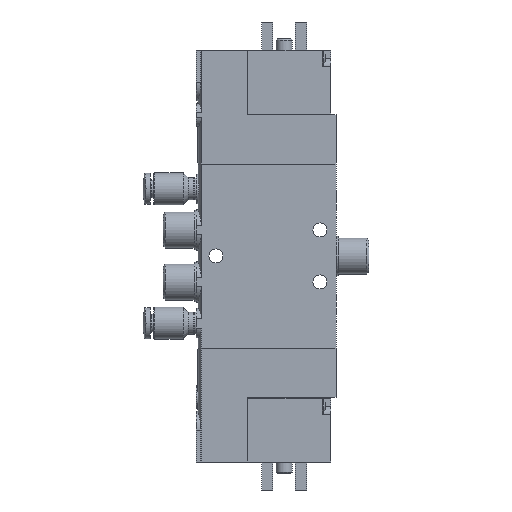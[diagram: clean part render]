
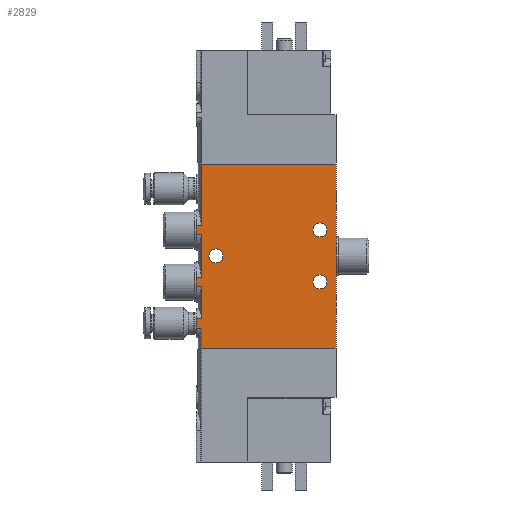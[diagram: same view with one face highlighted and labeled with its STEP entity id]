
A CAD part, left-side view. The second image highlights one B-rep face of the part: STEP entity #2829.
In plain terms, the highlighted face is planar.
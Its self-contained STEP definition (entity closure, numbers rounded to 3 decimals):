
#120=PLANE('',#3328);
#269=CIRCLE('',#3316,1.75);
#271=CIRCLE('',#3319,1.75);
#276=CIRCLE('',#3329,1.75);
#481=ORIENTED_EDGE('',*,*,#1180,.T.);
#482=ORIENTED_EDGE('',*,*,#1217,.T.);
#483=ORIENTED_EDGE('',*,*,#1209,.F.);
#484=ORIENTED_EDGE('',*,*,#1169,.T.);
#485=ORIENTED_EDGE('',*,*,#1182,.T.);
#486=ORIENTED_EDGE('',*,*,#1171,.T.);
#487=ORIENTED_EDGE('',*,*,#1212,.F.);
#488=ORIENTED_EDGE('',*,*,#1161,.T.);
#489=ORIENTED_EDGE('',*,*,#1185,.T.);
#490=ORIENTED_EDGE('',*,*,#1163,.T.);
#491=ORIENTED_EDGE('',*,*,#1204,.F.);
#492=ORIENTED_EDGE('',*,*,#1194,.T.);
#493=ORIENTED_EDGE('',*,*,#1198,.T.);
#494=ORIENTED_EDGE('',*,*,#1196,.T.);
#495=ORIENTED_EDGE('',*,*,#1207,.F.);
#496=ORIENTED_EDGE('',*,*,#1218,.F.);
#497=ORIENTED_EDGE('',*,*,#1202,.F.);
#498=ORIENTED_EDGE('',*,*,#1200,.F.);
#499=ORIENTED_EDGE('',*,*,#1219,.F.);
#1161=EDGE_CURVE('',#1544,#1543,#1818,.F.);
#1163=EDGE_CURVE('',#1545,#1546,#1819,.T.);
#1169=EDGE_CURVE('',#1552,#1551,#1822,.F.);
#1171=EDGE_CURVE('',#1553,#1554,#1823,.T.);
#1180=EDGE_CURVE('',#1563,#1562,#1827,.T.);
#1182=EDGE_CURVE('',#1551,#1553,#1829,.T.);
#1185=EDGE_CURVE('',#1543,#1545,#1831,.T.);
#1194=EDGE_CURVE('',#1571,#1572,#1836,.F.);
#1196=EDGE_CURVE('',#1574,#1573,#1837,.T.);
#1198=EDGE_CURVE('',#1572,#1574,#1838,.T.);
#1200=EDGE_CURVE('',#1576,#1576,#269,.F.);
#1202=EDGE_CURVE('',#1578,#1578,#271,.F.);
#1204=EDGE_CURVE('',#1571,#1546,#1839,.T.);
#1207=EDGE_CURVE('',#1581,#1573,#1841,.T.);
#1209=EDGE_CURVE('',#1552,#1582,#1843,.T.);
#1212=EDGE_CURVE('',#1544,#1554,#1845,.T.);
#1217=EDGE_CURVE('',#1562,#1582,#1849,.T.);
#1218=EDGE_CURVE('',#1563,#1581,#1850,.T.);
#1219=EDGE_CURVE('',#1585,#1585,#276,.F.);
#1543=VERTEX_POINT('',#4508);
#1544=VERTEX_POINT('',#4510);
#1545=VERTEX_POINT('',#4520);
#1546=VERTEX_POINT('',#4521);
#1551=VERTEX_POINT('',#4538);
#1552=VERTEX_POINT('',#4540);
#1553=VERTEX_POINT('',#4550);
#1554=VERTEX_POINT('',#4551);
#1562=VERTEX_POINT('',#4574);
#1563=VERTEX_POINT('',#4576);
#1571=VERTEX_POINT('',#4613);
#1572=VERTEX_POINT('',#4614);
#1573=VERTEX_POINT('',#4626);
#1574=VERTEX_POINT('',#4628);
#1576=VERTEX_POINT('',#4636);
#1578=VERTEX_POINT('',#4641);
#1581=VERTEX_POINT('',#4649);
#1582=VERTEX_POINT('',#4654);
#1585=VERTEX_POINT('',#4670);
#1818=LINE('',#4509,#2001);
#1819=LINE('',#4519,#2002);
#1822=LINE('',#4539,#2005);
#1823=LINE('',#4549,#2006);
#1827=LINE('',#4575,#2010);
#1829=LINE('',#4579,#2012);
#1831=LINE('',#4584,#2014);
#1836=LINE('',#4612,#2019);
#1837=LINE('',#4627,#2020);
#1838=LINE('',#4631,#2021);
#1839=LINE('',#4645,#2022);
#1841=LINE('',#4650,#2024);
#1843=LINE('',#4653,#2026);
#1845=LINE('',#4659,#2028);
#1849=LINE('',#4667,#2032);
#1850=LINE('',#4668,#2033);
#2001=VECTOR('',#3640,1000.);
#2002=VECTOR('',#3643,1000.);
#2005=VECTOR('',#3652,1000.);
#2006=VECTOR('',#3655,1000.);
#2010=VECTOR('',#3669,1000.);
#2012=VECTOR('',#3673,1000.);
#2014=VECTOR('',#3679,1000.);
#2019=VECTOR('',#3696,1000.);
#2020=VECTOR('',#3697,1000.);
#2021=VECTOR('',#3702,1000.);
#2022=VECTOR('',#3719,1000.);
#2024=VECTOR('',#3723,1000.);
#2026=VECTOR('',#3727,1000.);
#2028=VECTOR('',#3733,1000.);
#2032=VECTOR('',#3743,1000.);
#2033=VECTOR('',#3744,1000.);
#2212=EDGE_LOOP('',(#481,#482,#483,#484,#485,#486,#487,#488,#489,#490,#491,
#492,#493,#494,#495,#496));
#2213=EDGE_LOOP('',(#497));
#2214=EDGE_LOOP('',(#498));
#2215=EDGE_LOOP('',(#499));
#2492=FACE_BOUND('',#2212,.T.);
#2493=FACE_BOUND('',#2213,.T.);
#2494=FACE_BOUND('',#2214,.T.);
#2495=FACE_BOUND('',#2215,.T.);
#2829=ADVANCED_FACE('',(#2492,#2493,#2494,#2495),#120,.F.);
#3316=AXIS2_PLACEMENT_3D('',#4635,#3707,#3708);
#3319=AXIS2_PLACEMENT_3D('',#4640,#3713,#3714);
#3328=AXIS2_PLACEMENT_3D('',#4666,#3741,#3742);
#3329=AXIS2_PLACEMENT_3D('',#4669,#3745,#3746);
#3640=DIRECTION('',(0.,-1.,0.));
#3643=DIRECTION('',(0.,-1.,0.));
#3652=DIRECTION('',(0.,-1.,0.));
#3655=DIRECTION('',(0.,-1.,0.));
#3669=DIRECTION('',(-1.,0.,0.));
#3673=DIRECTION('',(1.,0.,0.));
#3679=DIRECTION('',(1.,0.,0.));
#3696=DIRECTION('',(0.,-1.,0.));
#3697=DIRECTION('',(0.,-1.,0.));
#3702=DIRECTION('',(1.,0.,0.));
#3707=DIRECTION('',(0.,0.,1.));
#3708=DIRECTION('',(1.,0.,0.));
#3713=DIRECTION('',(0.,0.,1.));
#3714=DIRECTION('',(1.,0.,0.));
#3719=DIRECTION('',(-1.,0.,0.));
#3723=DIRECTION('',(-1.,0.,0.));
#3727=DIRECTION('',(-1.,0.,0.));
#3733=DIRECTION('',(-1.,0.,0.));
#3741=DIRECTION('',(0.,0.,1.));
#3742=DIRECTION('',(1.,0.,0.));
#3743=DIRECTION('',(0.,1.,0.));
#3744=DIRECTION('',(0.,1.,0.));
#3745=DIRECTION('',(0.,0.,1.));
#3746=DIRECTION('',(1.,0.,0.));
#4508=CARTESIAN_POINT('',(28.495,35.,-5.));
#4509=CARTESIAN_POINT('',(28.495,0.,-5.));
#4510=CARTESIAN_POINT('',(28.495,33.642,-5.));
#4519=CARTESIAN_POINT('',(30.505,0.,-5.));
#4520=CARTESIAN_POINT('',(30.505,35.,-5.));
#4521=CARTESIAN_POINT('',(30.505,33.642,-5.));
#4538=CARTESIAN_POINT('',(15.495,35.,-5.));
#4539=CARTESIAN_POINT('',(15.495,0.,-5.));
#4540=CARTESIAN_POINT('',(15.495,33.642,-5.));
#4549=CARTESIAN_POINT('',(17.505,0.,-5.));
#4550=CARTESIAN_POINT('',(17.505,35.,-5.));
#4551=CARTESIAN_POINT('',(17.505,33.642,-5.));
#4574=CARTESIAN_POINT('',(0.,0.,-5.));
#4575=CARTESIAN_POINT('',(46.,0.,-5.));
#4576=CARTESIAN_POINT('',(46.,0.,-5.));
#4579=CARTESIAN_POINT('',(16.5,35.,-5.));
#4584=CARTESIAN_POINT('',(29.5,35.,-5.));
#4612=CARTESIAN_POINT('',(38.6,0.,-5.));
#4613=CARTESIAN_POINT('',(38.6,33.642,-5.));
#4614=CARTESIAN_POINT('',(38.6,35.,-5.));
#4626=CARTESIAN_POINT('',(41.,33.642,-5.));
#4627=CARTESIAN_POINT('',(41.,0.,-5.));
#4628=CARTESIAN_POINT('',(41.,35.,-5.));
#4631=CARTESIAN_POINT('',(39.8,35.,-5.));
#4635=CARTESIAN_POINT('',(16.5,4.,-5.));
#4636=CARTESIAN_POINT('',(18.25,4.,-5.));
#4640=CARTESIAN_POINT('',(29.5,4.,-5.));
#4641=CARTESIAN_POINT('',(31.25,4.,-5.));
#4645=CARTESIAN_POINT('',(46.,33.642,-5.));
#4649=CARTESIAN_POINT('',(46.,33.642,-5.));
#4650=CARTESIAN_POINT('',(46.,33.642,-5.));
#4653=CARTESIAN_POINT('',(46.,33.642,-5.));
#4654=CARTESIAN_POINT('',(0.,33.642,-5.));
#4659=CARTESIAN_POINT('',(46.,33.642,-5.));
#4666=CARTESIAN_POINT('',(46.,0.,-5.));
#4667=CARTESIAN_POINT('',(0.,0.,-5.));
#4668=CARTESIAN_POINT('',(46.,0.,-5.));
#4669=CARTESIAN_POINT('',(23.,30.,-5.));
#4670=CARTESIAN_POINT('',(24.75,30.,-5.));
